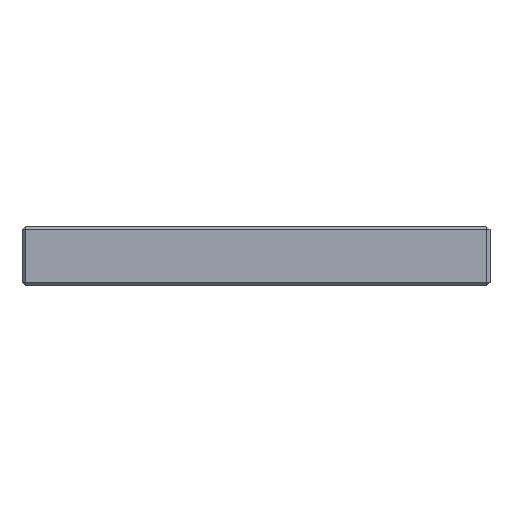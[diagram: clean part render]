
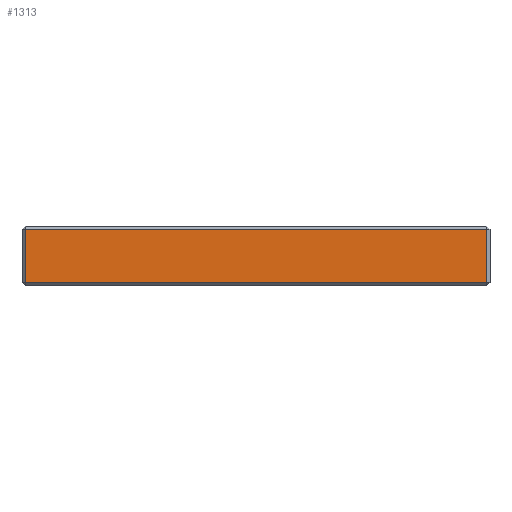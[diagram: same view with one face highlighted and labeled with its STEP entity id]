
A CAD part, top view. The second image highlights one B-rep face of the part: STEP entity #1313.
In plain terms, the highlighted planar face has unit normal (0, 0, 1).
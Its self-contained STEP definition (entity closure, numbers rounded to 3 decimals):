
#14 = DIRECTION ( 'NONE',  ( 0., 1., 0. ) ) ;
#26 = CARTESIAN_POINT ( 'NONE',  ( -37., 4.75, 12.5 ) ) ;
#38 = CARTESIAN_POINT ( 'NONE',  ( -37.5, 4.75, 12.5 ) ) ;
#44 = LINE ( 'NONE', #588, #272 ) ;
#188 = DIRECTION ( 'NONE',  ( -1., 0., 0. ) ) ;
#221 = EDGE_CURVE ( 'NONE', #540, #1568, #660, .T. ) ;
#239 = CARTESIAN_POINT ( 'NONE',  ( -37., 4.25, 12.5 ) ) ;
#272 = VECTOR ( 'NONE', #14, 1000. ) ;
#316 = AXIS2_PLACEMENT_3D ( 'NONE', #38, #1032, #188 ) ;
#332 = PLANE ( 'NONE',  #316 ) ;
#394 = LINE ( 'NONE', #1756, #813 ) ;
#472 = EDGE_LOOP ( 'NONE', ( #1312, #1868, #1240, #1256 ) ) ;
#517 = VERTEX_POINT ( 'NONE', #239 ) ;
#540 = VERTEX_POINT ( 'NONE', #1245 ) ;
#588 = CARTESIAN_POINT ( 'NONE',  ( 37., 4.75, 12.5 ) ) ;
#660 = LINE ( 'NONE', #1427, #705 ) ;
#705 = VECTOR ( 'NONE', #1576, 1000. ) ;
#749 = FACE_OUTER_BOUND ( 'NONE', #472, .T. ) ;
#801 = VERTEX_POINT ( 'NONE', #1140 ) ;
#813 = VECTOR ( 'NONE', #1773, 1000. ) ;
#886 = VECTOR ( 'NONE', #1171, 1000. ) ;
#910 = EDGE_CURVE ( 'NONE', #801, #517, #394, .T. ) ;
#935 = EDGE_CURVE ( 'NONE', #517, #540, #1657, .T. ) ;
#959 = CARTESIAN_POINT ( 'NONE',  ( 37., -4.25, 12.5 ) ) ;
#1032 = DIRECTION ( 'NONE',  ( 0., 0., -1. ) ) ;
#1140 = CARTESIAN_POINT ( 'NONE',  ( 37., 4.25, 12.5 ) ) ;
#1171 = DIRECTION ( 'NONE',  ( 0., -1., 0. ) ) ;
#1240 = ORIENTED_EDGE ( 'NONE', *, *, #1843, .T. ) ;
#1245 = CARTESIAN_POINT ( 'NONE',  ( -37., -4.25, 12.5 ) ) ;
#1256 = ORIENTED_EDGE ( 'NONE', *, *, #910, .T. ) ;
#1312 = ORIENTED_EDGE ( 'NONE', *, *, #935, .T. ) ;
#1313 = ADVANCED_FACE ( 'NONE', ( #749 ), #332, .F. ) ;
#1427 = CARTESIAN_POINT ( 'NONE',  ( -37.5, -4.25, 12.5 ) ) ;
#1568 = VERTEX_POINT ( 'NONE', #959 ) ;
#1576 = DIRECTION ( 'NONE',  ( 1., 0., 0. ) ) ;
#1657 = LINE ( 'NONE', #26, #886 ) ;
#1756 = CARTESIAN_POINT ( 'NONE',  ( -37., 4.25, 12.5 ) ) ;
#1773 = DIRECTION ( 'NONE',  ( -1., 0., 0. ) ) ;
#1843 = EDGE_CURVE ( 'NONE', #1568, #801, #44, .T. ) ;
#1868 = ORIENTED_EDGE ( 'NONE', *, *, #221, .T. ) ;
